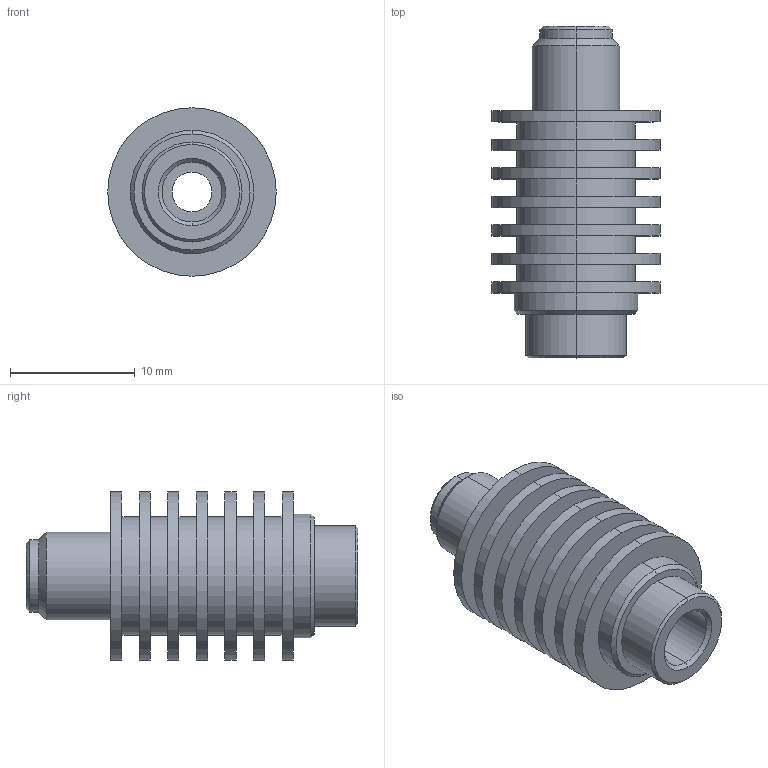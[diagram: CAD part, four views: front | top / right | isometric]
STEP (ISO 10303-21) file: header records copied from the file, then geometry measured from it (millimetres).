
FILE_DESCRIPTION (( 'STEP AP203' ), '1' );
FILE_NAME ('1935-J.STEP', '2017-02-15T12:37:13', ( '' ), ( '' ), 'SwSTEP 2.0', 'SolidWorks 2016', '' );
FILE_SCHEMA (( 'CONFIG_CONTROL_DESIGN' ));
Length unit declared in the file: millimetre
Products named in the file (1): 1935-J
Bounding box: 13.5 x 26.6 x 13.5 mm (x, y, z)
Volume: 1641.5 mm3; surface area: 2269.1 mm2
Topology: 1 solids, 1 shells, 72 faces, 144 edges, 90 vertices
Faces by surface type: cylinder 40, plane 18, cone 14
Entity records: 1975 total; most frequent: DIRECTION 380, CARTESIAN_POINT 307, ORIENTED_EDGE 288, AXIS2_PLACEMENT_3D 163, EDGE_CURVE 144, CIRCLE 90, EDGE_LOOP 90, VERTEX_POINT 90
